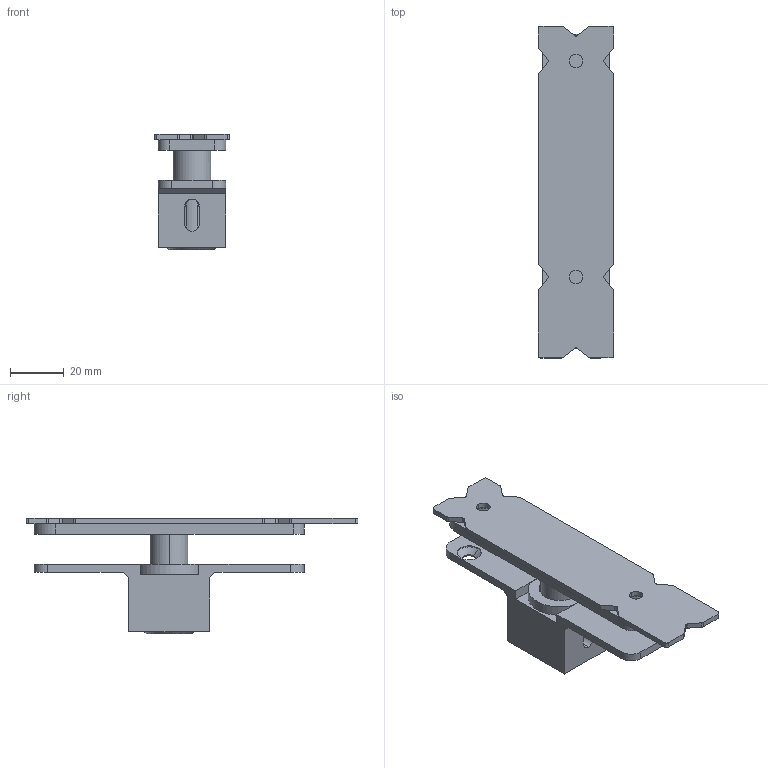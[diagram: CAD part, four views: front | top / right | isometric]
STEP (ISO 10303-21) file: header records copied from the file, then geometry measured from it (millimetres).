
FILE_DESCRIPTION (( 'STEP AP214' ), '1' );
FILE_NAME ('107E42-47.STEP', '2023-05-18T09:59:44', ( '' ), ( '' ), 'SwSTEP 2.0', 'SolidWorks 2020', '' );
FILE_SCHEMA (( 'AUTOMOTIVE_DESIGN' ));
Length unit declared in the file: millimetre
Products named in the file (8): STR00052837; STR00044069; STR00069439; STR00064610; 107E42-47; STR00057451; STR00064968; STR00063676
Assembly tree (7 placements, depth 2):
  107E42-47
    STR00069439
    STR00063676
    STR00064610
    STR00044069
    STR00052837
    STR00057451
    STR00064968
Bounding box: 28 x 123 x 42.8 mm (x, y, z)
Volume: 38924.3 mm3; surface area: 28030.3 mm2
Topology: 9 solids, 9 shells, 230 faces, 609 edges, 391 vertices
Faces by surface type: cylinder 97, plane 95, cone 26, bspline 6, torus 6
Entity records: 10668 total; most frequent: CARTESIAN_POINT 4435, ORIENTED_EDGE 1218, DIRECTION 1216, EDGE_CURVE 609, AXIS2_PLACEMENT_3D 432, VERTEX_POINT 391, LINE 352, VECTOR 352
